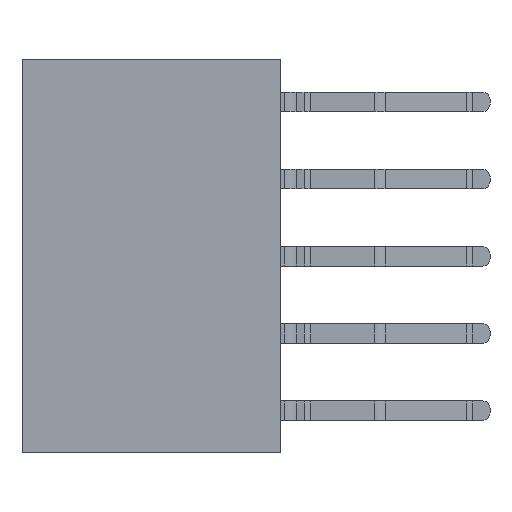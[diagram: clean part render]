
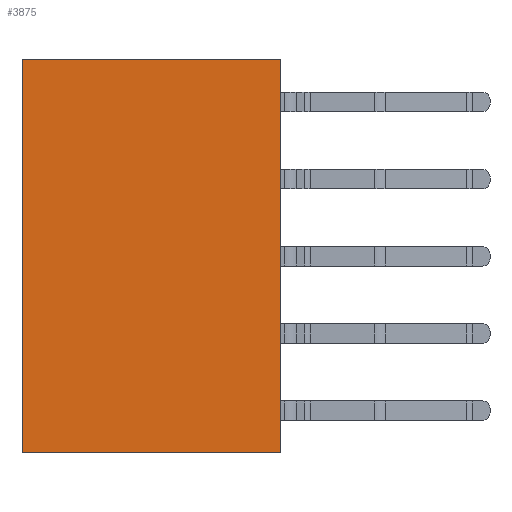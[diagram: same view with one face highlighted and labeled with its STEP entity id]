
A CAD part, left-side view. The second image highlights one B-rep face of the part: STEP entity #3875.
In plain terms, the highlighted planar face has unit normal (-1, 0, 0).
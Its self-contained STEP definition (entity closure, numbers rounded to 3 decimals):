
#19=DIRECTION('',(0.,0.,1.));
#20=VECTOR('',#19,12.95);
#21=CARTESIAN_POINT('',(-2.5,4.25,-1.395));
#22=LINE('',#21,#20);
#27=DIRECTION('',(0.,-1.,0.));
#28=VECTOR('',#27,8.5);
#29=CARTESIAN_POINT('',(-2.5,4.25,-1.395));
#30=LINE('',#29,#28);
#468=DIRECTION('',(0.,0.,1.));
#469=VECTOR('',#468,12.95);
#470=CARTESIAN_POINT('',(-2.5,-4.25,-1.395));
#471=LINE('',#470,#469);
#496=DIRECTION('',(0.,-1.,0.));
#497=VECTOR('',#496,8.5);
#498=CARTESIAN_POINT('',(-2.5,4.25,11.555));
#499=LINE('',#498,#497);
#3333=CARTESIAN_POINT('',(-2.5,4.25,-1.395));
#3335=VERTEX_POINT('',#3333);
#3336=CARTESIAN_POINT('',(-2.5,4.25,11.555));
#3338=VERTEX_POINT('',#3336);
#3342=CARTESIAN_POINT('',(-2.5,-4.25,-1.395));
#3343=VERTEX_POINT('',#3342);
#3344=CARTESIAN_POINT('',(-2.5,-4.25,11.555));
#3345=VERTEX_POINT('',#3344);
#3860=CARTESIAN_POINT('',(-2.5,0.,0.));
#3861=DIRECTION('',(1.,0.,0.));
#3862=DIRECTION('',(0.,0.,-1.));
#3863=AXIS2_PLACEMENT_3D('',#3860,#3861,#3862);
#3864=PLANE('',#3863);
#3866=ORIENTED_EDGE('',*,*,#3865,.T.);
#3868=ORIENTED_EDGE('',*,*,#3867,.T.);
#3870=ORIENTED_EDGE('',*,*,#3869,.F.);
#3872=ORIENTED_EDGE('',*,*,#3871,.F.);
#3873=EDGE_LOOP('',(#3866,#3868,#3870,#3872));
#3874=FACE_OUTER_BOUND('',#3873,.F.);
#3875=ADVANCED_FACE('',(#3874),#3864,.F.);
#3865=EDGE_CURVE('',#3335,#3338,#22,.T.);
#3867=EDGE_CURVE('',#3338,#3345,#499,.T.);
#3869=EDGE_CURVE('',#3343,#3345,#471,.T.);
#3871=EDGE_CURVE('',#3335,#3343,#30,.T.);
